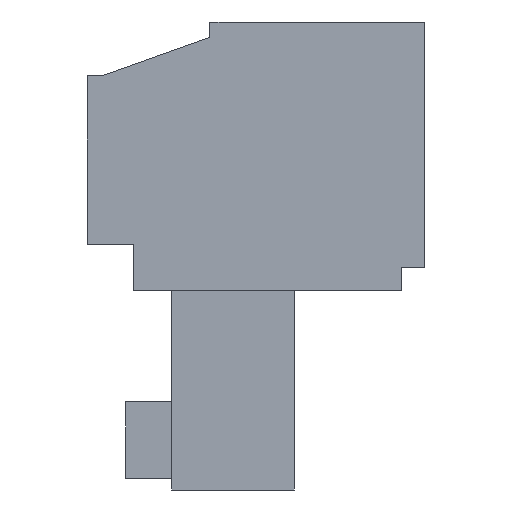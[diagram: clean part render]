
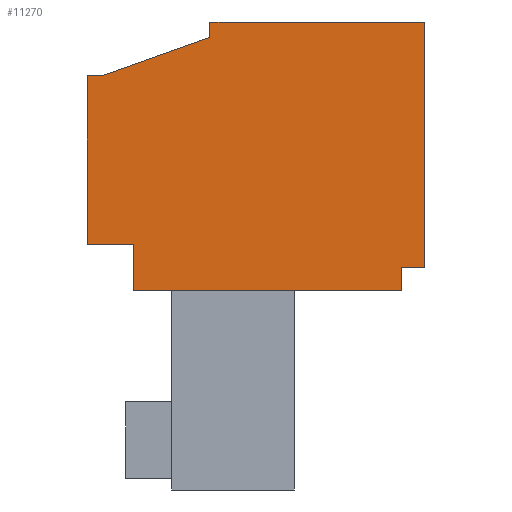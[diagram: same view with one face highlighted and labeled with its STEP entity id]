
A CAD part, left-side view. The second image highlights one B-rep face of the part: STEP entity #11270.
In plain terms, the highlighted planar face has unit normal (-1, 0, 0).
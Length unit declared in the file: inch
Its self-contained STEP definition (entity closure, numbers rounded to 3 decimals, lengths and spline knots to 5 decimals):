
#1=DIRECTION('',(0.,0.,-1.));
#2=VECTOR('',#1,0.32);
#3=CARTESIAN_POINT('',(-1.3935,0.,0.));
#4=LINE('',#3,#2);
#5=DIRECTION('',(0.,1.,0.));
#6=VECTOR('',#5,0.03);
#7=CARTESIAN_POINT('',(-1.3935,0.,-0.32));
#8=LINE('',#7,#6);
#9=DIRECTION('',(0.,0.,-1.));
#10=VECTOR('',#9,0.03);
#11=CARTESIAN_POINT('',(-1.3935,0.03,-0.32));
#12=LINE('',#11,#10);
#13=DIRECTION('',(0.,1.,0.));
#14=VECTOR('',#13,0.35);
#15=CARTESIAN_POINT('',(-1.3935,0.03,-0.35));
#16=LINE('',#15,#14);
#17=DIRECTION('',(0.,0.,1.));
#18=VECTOR('',#17,0.06);
#19=CARTESIAN_POINT('',(-1.3935,0.38,-0.35));
#20=LINE('',#19,#18);
#21=DIRECTION('',(0.,1.,0.));
#22=VECTOR('',#21,0.06);
#23=CARTESIAN_POINT('',(-1.3935,0.38,-0.29));
#24=LINE('',#23,#22);
#25=DIRECTION('',(0.,0.,1.));
#26=VECTOR('',#25,0.22);
#27=CARTESIAN_POINT('',(-1.3935,0.44,-0.29));
#28=LINE('',#27,#26);
#29=DIRECTION('',(0.,-1.,0.));
#30=VECTOR('',#29,0.02);
#31=CARTESIAN_POINT('',(-1.3935,0.44,-0.07));
#32=LINE('',#31,#30);
#33=DIRECTION('',(0.,-0.942,0.336));
#34=VECTOR('',#33,0.14866);
#35=CARTESIAN_POINT('',(-1.3935,0.42,-0.07));
#36=LINE('',#35,#34);
#37=DIRECTION('',(0.,0.,1.));
#38=VECTOR('',#37,0.02);
#39=CARTESIAN_POINT('',(-1.3935,0.28,-0.02));
#40=LINE('',#39,#38);
#41=DIRECTION('',(0.,-1.,0.));
#42=VECTOR('',#41,0.28);
#43=CARTESIAN_POINT('',(-1.3935,0.28,0.));
#44=LINE('',#43,#42);
#8621=CARTESIAN_POINT('',(-1.3935,0.,0.));
#8622=CARTESIAN_POINT('',(-1.3935,0.,-0.32));
#8623=VERTEX_POINT('',#8621);
#8624=VERTEX_POINT('',#8622);
#8625=CARTESIAN_POINT('',(-1.3935,0.03,-0.32));
#8626=VERTEX_POINT('',#8625);
#8627=CARTESIAN_POINT('',(-1.3935,0.03,-0.35));
#8628=VERTEX_POINT('',#8627);
#8629=CARTESIAN_POINT('',(-1.3935,0.38,-0.35));
#8630=VERTEX_POINT('',#8629);
#8631=CARTESIAN_POINT('',(-1.3935,0.38,-0.29));
#8632=VERTEX_POINT('',#8631);
#8633=CARTESIAN_POINT('',(-1.3935,0.44,-0.29));
#8634=VERTEX_POINT('',#8633);
#8635=CARTESIAN_POINT('',(-1.3935,0.44,-0.07));
#8636=VERTEX_POINT('',#8635);
#8637=CARTESIAN_POINT('',(-1.3935,0.42,-0.07));
#8638=VERTEX_POINT('',#8637);
#8639=CARTESIAN_POINT('',(-1.3935,0.28,-0.02));
#8640=VERTEX_POINT('',#8639);
#8641=CARTESIAN_POINT('',(-1.3935,0.28,0.));
#8642=VERTEX_POINT('',#8641);
#11241=CARTESIAN_POINT('',(-1.3935,0.,0.));
#11242=DIRECTION('',(1.,0.,0.));
#11243=DIRECTION('',(0.,0.,-1.));
#11244=AXIS2_PLACEMENT_3D('',#11241,#11242,#11243);
#11245=PLANE('',#11244);
#11247=ORIENTED_EDGE('',*,*,#11246,.T.);
#11249=ORIENTED_EDGE('',*,*,#11248,.T.);
#11251=ORIENTED_EDGE('',*,*,#11250,.T.);
#11253=ORIENTED_EDGE('',*,*,#11252,.T.);
#11255=ORIENTED_EDGE('',*,*,#11254,.T.);
#11257=ORIENTED_EDGE('',*,*,#11256,.T.);
#11259=ORIENTED_EDGE('',*,*,#11258,.T.);
#11261=ORIENTED_EDGE('',*,*,#11260,.T.);
#11263=ORIENTED_EDGE('',*,*,#11262,.T.);
#11265=ORIENTED_EDGE('',*,*,#11264,.T.);
#11267=ORIENTED_EDGE('',*,*,#11266,.T.);
#11268=EDGE_LOOP('',(#11247,#11249,#11251,#11253,#11255,#11257,#11259,#11261,
#11263,#11265,#11267));
#11269=FACE_OUTER_BOUND('',#11268,.F.);
#11270=ADVANCED_FACE('',(#11269),#11245,.F.);
#11246=EDGE_CURVE('',#8623,#8624,#4,.T.);
#11248=EDGE_CURVE('',#8624,#8626,#8,.T.);
#11250=EDGE_CURVE('',#8626,#8628,#12,.T.);
#11252=EDGE_CURVE('',#8628,#8630,#16,.T.);
#11254=EDGE_CURVE('',#8630,#8632,#20,.T.);
#11256=EDGE_CURVE('',#8632,#8634,#24,.T.);
#11258=EDGE_CURVE('',#8634,#8636,#28,.T.);
#11260=EDGE_CURVE('',#8636,#8638,#32,.T.);
#11262=EDGE_CURVE('',#8638,#8640,#36,.T.);
#11264=EDGE_CURVE('',#8640,#8642,#40,.T.);
#11266=EDGE_CURVE('',#8642,#8623,#44,.T.);
